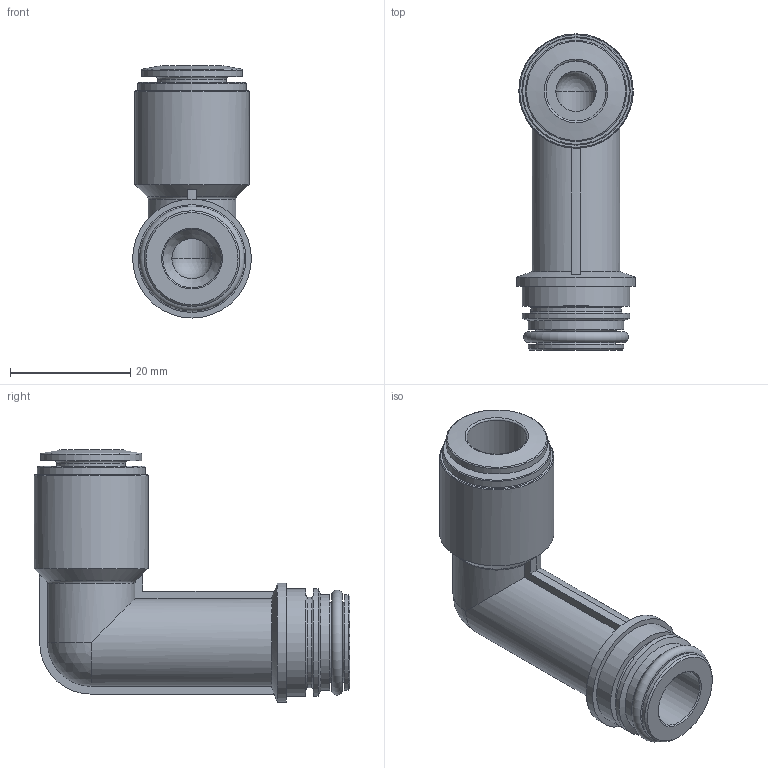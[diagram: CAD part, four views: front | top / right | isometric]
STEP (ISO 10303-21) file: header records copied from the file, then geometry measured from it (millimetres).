
FILE_DESCRIPTION(/* description */ ('STEP AP214'),/* implementation_level */ '2;1');
FILE_NAME(/* name */ '132864_QSPLLKG20-10',/* time_stamp */ '2024-09-14T15:17:16+02:00',/* author */ ('License CC BY-ND 4.0'),/* organization */ ('CADENAS'),/* preprocessor_version */ 'ST-DEVELOPER v19.3',/* originating_system */ 'PARTsolutions',/* authorisation */ ' ');
FILE_SCHEMA (('AUTOMOTIVE_DESIGN {1 0 10303 214 3 1 1}'));
Length unit declared in the file: millimetre
Products named in the file (1): 132864 QSPLLKG20-10
Bounding box: 19.75 x 52.5 x 41.88 mm (x, y, z)
Volume: 11626.3 mm3; surface area: 7068 mm2
Topology: 1 solids, 1 shells, 65 faces, 138 edges, 84 vertices
Faces by surface type: cylinder 24, plane 16, torus 12, cone 9, sphere 4
Full cylindrical faces by diameter (mm): 6.7 x2, 9.7 x1, 10 x1, 11.4 x1, 13 x2, 15.05 x1, 15.9 x2, 16.8 x1, 17.9 x2, 18 x1, 19 x1, 19.75 x1
Entity records: 2040 total; most frequent: DIRECTION 290, CARTESIAN_POINT 282, ORIENTED_EDGE 198, AXIS2_PLACEMENT_3D 137, EDGE_LOOP 112, FACE_BOUND 112, EDGE_CURVE 99, VERTEX_POINT 81
